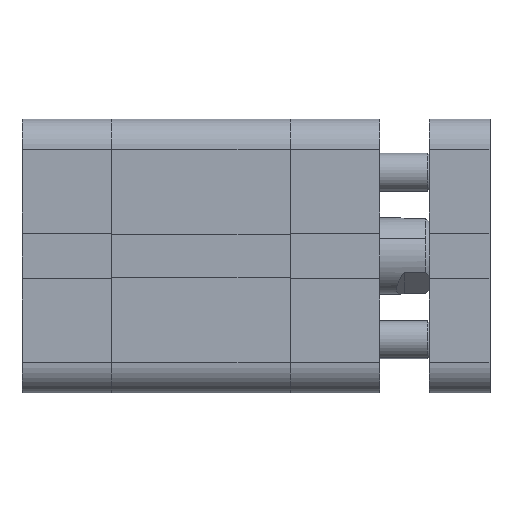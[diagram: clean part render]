
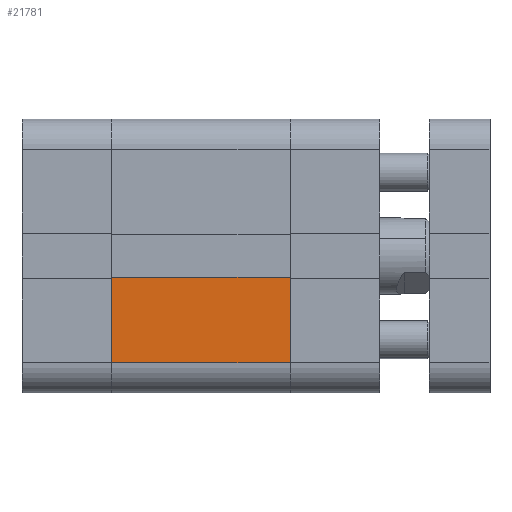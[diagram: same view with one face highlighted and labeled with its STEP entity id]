
A CAD part, front view. The second image highlights one B-rep face of the part: STEP entity #21781.
In plain terms, the highlighted planar face has unit normal (0, -1, 0).
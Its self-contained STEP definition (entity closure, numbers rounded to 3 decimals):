
#85 = LINE ( 'NONE', #15227, #6107 ) ;
#213 = ORIENTED_EDGE ( 'NONE', *, *, #23874, .T. ) ;
#736 = DIRECTION ( 'NONE',  ( 0., 0., 1. ) ) ;
#1009 = VECTOR ( 'NONE', #8910, 1000. ) ;
#2104 = DIRECTION ( 'NONE',  ( 0., 0., -1. ) ) ;
#5637 = DIRECTION ( 'NONE',  ( 1., 0., 0. ) ) ;
#5944 = ORIENTED_EDGE ( 'NONE', *, *, #27783, .F. ) ;
#6107 = VECTOR ( 'NONE', #24513, 1000. ) ;
#7090 = ORIENTED_EDGE ( 'NONE', *, *, #27335, .T. ) ;
#7291 = VERTEX_POINT ( 'NONE', #20272 ) ;
#7624 = CARTESIAN_POINT ( 'NONE',  ( 23.5, -18., -14. ) ) ;
#8325 = CARTESIAN_POINT ( 'NONE',  ( 0., -18., -2.8 ) ) ;
#8910 = DIRECTION ( 'NONE',  ( -1., 0., 0. ) ) ;
#9475 = CARTESIAN_POINT ( 'NONE',  ( 23.5, -18., -2.8 ) ) ;
#11678 = CARTESIAN_POINT ( 'NONE',  ( 23.501, -18., -2.8 ) ) ;
#11688 = VERTEX_POINT ( 'NONE', #7624 ) ;
#12207 = CARTESIAN_POINT ( 'NONE',  ( 23.5, -18., -18. ) ) ;
#13154 = LINE ( 'NONE', #18102, #18552 ) ;
#14094 = CARTESIAN_POINT ( 'NONE',  ( 23.5, -18., -14. ) ) ;
#14391 = DIRECTION ( 'NONE',  ( 0., 1., 0. ) ) ;
#14543 = FACE_OUTER_BOUND ( 'NONE', #17986, .T. ) ;
#15227 = CARTESIAN_POINT ( 'NONE',  ( 23.5, -18., -18. ) ) ;
#15395 = VECTOR ( 'NONE', #5637, 1000. ) ;
#17986 = EDGE_LOOP ( 'NONE', ( #28699, #213, #7090, #5944 ) ) ;
#18102 = CARTESIAN_POINT ( 'NONE',  ( 0., -18., -18. ) ) ;
#18552 = VECTOR ( 'NONE', #2104, 1000. ) ;
#18611 = PLANE ( 'NONE',  #22958 ) ;
#19074 = EDGE_CURVE ( 'NONE', #27828, #20037, #22300, .T. ) ;
#20037 = VERTEX_POINT ( 'NONE', #8325 ) ;
#20272 = CARTESIAN_POINT ( 'NONE',  ( 0., -18., -14. ) ) ;
#21061 = LINE ( 'NONE', #14094, #15395 ) ;
#21781 = ADVANCED_FACE ( 'NONE', ( #14543 ), #18611, .F. ) ;
#22300 = LINE ( 'NONE', #11678, #1009 ) ;
#22958 = AXIS2_PLACEMENT_3D ( 'NONE', #12207, #14391, #736 ) ;
#23874 = EDGE_CURVE ( 'NONE', #20037, #7291, #13154, .T. ) ;
#24513 = DIRECTION ( 'NONE',  ( 0., 0., -1. ) ) ;
#27335 = EDGE_CURVE ( 'NONE', #7291, #11688, #21061, .T. ) ;
#27783 = EDGE_CURVE ( 'NONE', #27828, #11688, #85, .T. ) ;
#27828 = VERTEX_POINT ( 'NONE', #9475 ) ;
#28699 = ORIENTED_EDGE ( 'NONE', *, *, #19074, .T. ) ;
